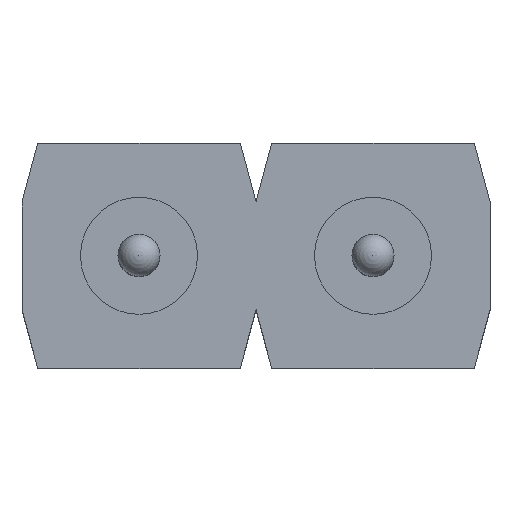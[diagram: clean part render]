
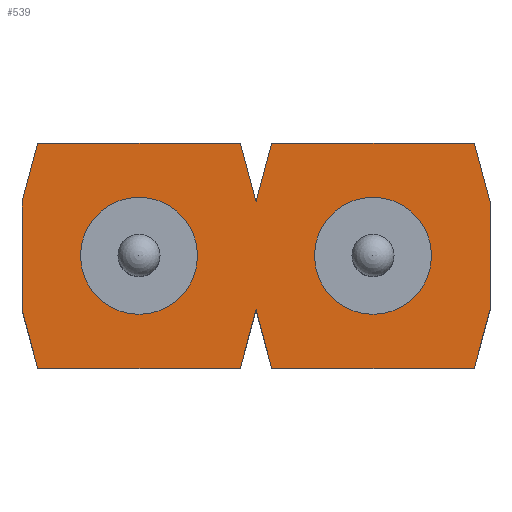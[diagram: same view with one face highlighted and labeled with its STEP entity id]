
A CAD part, top view. The second image highlights one B-rep face of the part: STEP entity #539.
In plain terms, the highlighted planar face has unit normal (0, 0, 1).
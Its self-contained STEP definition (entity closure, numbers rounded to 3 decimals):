
#328 = VERTEX_POINT('',#329);
#329 = CARTESIAN_POINT('',(-2.54,-0.584,5.44));
#335 = EDGE_CURVE('',#336,#328,#338,.T.);
#336 = VERTEX_POINT('',#337);
#337 = CARTESIAN_POINT('',(-2.54,0.584,5.44));
#338 = LINE('',#339,#340);
#339 = CARTESIAN_POINT('',(-2.54,0.584,5.44));
#340 = VECTOR('',#341,1.);
#341 = DIRECTION('',(0.,-1.,0.));
#366 = VERTEX_POINT('',#367);
#367 = CARTESIAN_POINT('',(-2.37,-1.219,5.44));
#373 = EDGE_CURVE('',#328,#366,#374,.T.);
#374 = LINE('',#375,#376);
#375 = CARTESIAN_POINT('',(-2.54,-0.584,5.44));
#376 = VECTOR('',#377,1.);
#377 = DIRECTION('',(0.259,-0.966,0.)
  );
#397 = VERTEX_POINT('',#398);
#398 = CARTESIAN_POINT('',(-0.17,-1.219,5.44));
#404 = EDGE_CURVE('',#366,#397,#405,.T.);
#405 = LINE('',#406,#407);
#406 = CARTESIAN_POINT('',(-2.37,-1.219,5.44));
#407 = VECTOR('',#408,1.);
#408 = DIRECTION('',(1.,0.,0.));
#428 = VERTEX_POINT('',#429);
#429 = CARTESIAN_POINT('',(0.,-0.584,5.44));
#435 = EDGE_CURVE('',#397,#428,#436,.T.);
#436 = LINE('',#437,#438);
#437 = CARTESIAN_POINT('',(-0.17,-1.219,5.44));
#438 = VECTOR('',#439,1.);
#439 = DIRECTION('',(0.259,0.966,0.));
#461 = VERTEX_POINT('',#462);
#462 = CARTESIAN_POINT('',(-0.17,1.219,5.44));
#468 = EDGE_CURVE('',#469,#461,#471,.T.);
#469 = VERTEX_POINT('',#470);
#470 = CARTESIAN_POINT('',(0.,0.584,5.44));
#471 = LINE('',#472,#473);
#472 = CARTESIAN_POINT('',(0.,0.584,5.44));
#473 = VECTOR('',#474,1.);
#474 = DIRECTION('',(-0.259,0.966,0.)
  );
#499 = VERTEX_POINT('',#500);
#500 = CARTESIAN_POINT('',(-2.37,1.219,5.44));
#506 = EDGE_CURVE('',#461,#499,#507,.T.);
#507 = LINE('',#508,#509);
#508 = CARTESIAN_POINT('',(-0.17,1.219,5.44));
#509 = VECTOR('',#510,1.);
#510 = DIRECTION('',(-1.,-0.,0.));
#528 = EDGE_CURVE('',#499,#336,#529,.T.);
#529 = LINE('',#530,#531);
#530 = CARTESIAN_POINT('',(-2.37,1.219,5.44));
#531 = VECTOR('',#532,1.);
#532 = DIRECTION('',(-0.259,-0.966,0.
    ));
#539 = ADVANCED_FACE('',(#540,#551,#562),#625,.T.);
#540 = FACE_BOUND('',#541,.T.);
#541 = EDGE_LOOP('',(#542));
#542 = ORIENTED_EDGE('',*,*,#543,.F.);
#543 = EDGE_CURVE('',#544,#544,#546,.T.);
#544 = VERTEX_POINT('',#545);
#545 = CARTESIAN_POINT('',(1.905,0.,5.44));
#546 = CIRCLE('',#547,0.635);
#547 = AXIS2_PLACEMENT_3D('',#548,#549,#550);
#548 = CARTESIAN_POINT('',(1.27,0.,5.44));
#549 = DIRECTION('',(0.,0.,1.));
#550 = DIRECTION('',(1.,0.,0.));
#551 = FACE_BOUND('',#552,.T.);
#552 = EDGE_LOOP('',(#553));
#553 = ORIENTED_EDGE('',*,*,#554,.F.);
#554 = EDGE_CURVE('',#555,#555,#557,.T.);
#555 = VERTEX_POINT('',#556);
#556 = CARTESIAN_POINT('',(-0.635,0.,5.44));
#557 = CIRCLE('',#558,0.635);
#558 = AXIS2_PLACEMENT_3D('',#559,#560,#561);
#559 = CARTESIAN_POINT('',(-1.27,0.,5.44));
#560 = DIRECTION('',(0.,0.,1.));
#561 = DIRECTION('',(1.,0.,0.));
#562 = FACE_BOUND('',#563,.T.);
#563 = EDGE_LOOP('',(#564,#565,#566,#567,#568,#576,#584,#592,#600,#608,
    #616,#622,#623,#624));
#564 = ORIENTED_EDGE('',*,*,#335,.T.);
#565 = ORIENTED_EDGE('',*,*,#373,.T.);
#566 = ORIENTED_EDGE('',*,*,#404,.T.);
#567 = ORIENTED_EDGE('',*,*,#435,.T.);
#568 = ORIENTED_EDGE('',*,*,#569,.T.);
#569 = EDGE_CURVE('',#428,#570,#572,.T.);
#570 = VERTEX_POINT('',#571);
#571 = CARTESIAN_POINT('',(0.17,-1.219,5.44));
#572 = LINE('',#573,#574);
#573 = CARTESIAN_POINT('',(0.,-0.584,5.44));
#574 = VECTOR('',#575,1.);
#575 = DIRECTION('',(0.259,-0.966,0.)
  );
#576 = ORIENTED_EDGE('',*,*,#577,.T.);
#577 = EDGE_CURVE('',#570,#578,#580,.T.);
#578 = VERTEX_POINT('',#579);
#579 = CARTESIAN_POINT('',(2.37,-1.219,5.44));
#580 = LINE('',#581,#582);
#581 = CARTESIAN_POINT('',(0.17,-1.219,5.44));
#582 = VECTOR('',#583,1.);
#583 = DIRECTION('',(1.,0.,0.));
#584 = ORIENTED_EDGE('',*,*,#585,.T.);
#585 = EDGE_CURVE('',#578,#586,#588,.T.);
#586 = VERTEX_POINT('',#587);
#587 = CARTESIAN_POINT('',(2.54,-0.584,5.44));
#588 = LINE('',#589,#590);
#589 = CARTESIAN_POINT('',(2.37,-1.219,5.44));
#590 = VECTOR('',#591,1.);
#591 = DIRECTION('',(0.259,0.966,0.));
#592 = ORIENTED_EDGE('',*,*,#593,.T.);
#593 = EDGE_CURVE('',#586,#594,#596,.T.);
#594 = VERTEX_POINT('',#595);
#595 = CARTESIAN_POINT('',(2.54,0.584,5.44));
#596 = LINE('',#597,#598);
#597 = CARTESIAN_POINT('',(2.54,-0.584,5.44));
#598 = VECTOR('',#599,1.);
#599 = DIRECTION('',(0.,1.,0.));
#600 = ORIENTED_EDGE('',*,*,#601,.T.);
#601 = EDGE_CURVE('',#594,#602,#604,.T.);
#602 = VERTEX_POINT('',#603);
#603 = CARTESIAN_POINT('',(2.37,1.219,5.44));
#604 = LINE('',#605,#606);
#605 = CARTESIAN_POINT('',(2.54,0.584,5.44));
#606 = VECTOR('',#607,1.);
#607 = DIRECTION('',(-0.259,0.966,0.)
  );
#608 = ORIENTED_EDGE('',*,*,#609,.T.);
#609 = EDGE_CURVE('',#602,#610,#612,.T.);
#610 = VERTEX_POINT('',#611);
#611 = CARTESIAN_POINT('',(0.17,1.219,5.44));
#612 = LINE('',#613,#614);
#613 = CARTESIAN_POINT('',(2.37,1.219,5.44));
#614 = VECTOR('',#615,1.);
#615 = DIRECTION('',(-1.,-0.,0.));
#616 = ORIENTED_EDGE('',*,*,#617,.T.);
#617 = EDGE_CURVE('',#610,#469,#618,.T.);
#618 = LINE('',#619,#620);
#619 = CARTESIAN_POINT('',(0.17,1.219,5.44));
#620 = VECTOR('',#621,1.);
#621 = DIRECTION('',(-0.259,-0.966,0.
    ));
#622 = ORIENTED_EDGE('',*,*,#468,.T.);
#623 = ORIENTED_EDGE('',*,*,#506,.T.);
#624 = ORIENTED_EDGE('',*,*,#528,.T.);
#625 = PLANE('',#626);
#626 = AXIS2_PLACEMENT_3D('',#627,#628,#629);
#627 = CARTESIAN_POINT('',(-2.54,0.,5.44));
#628 = DIRECTION('',(0.,0.,1.));
#629 = DIRECTION('',(0.,-1.,0.));
